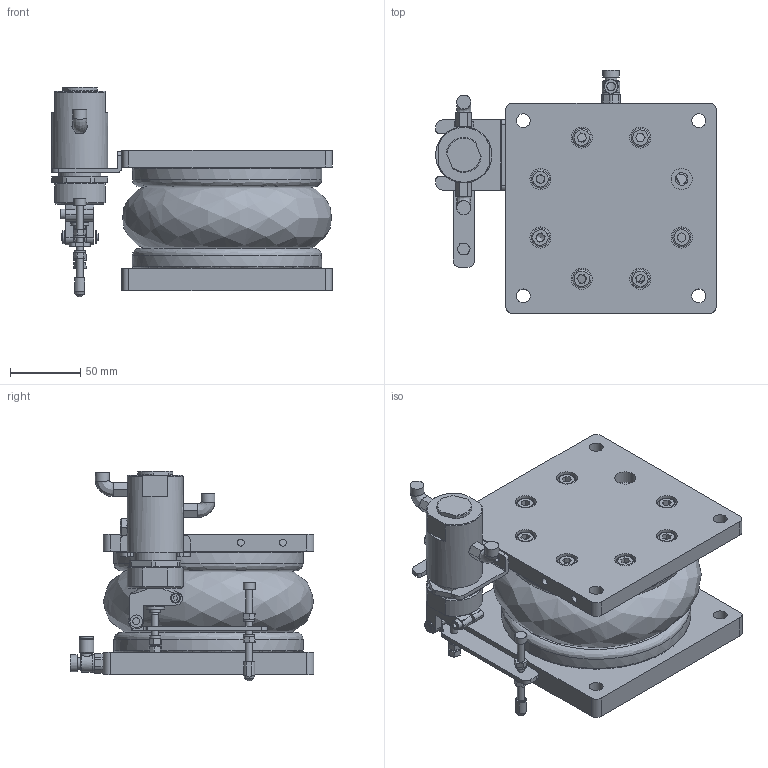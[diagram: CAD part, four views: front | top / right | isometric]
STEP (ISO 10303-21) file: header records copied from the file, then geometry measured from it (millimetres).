
FILE_DESCRIPTION (( 'STEP AP203' ), '1' );
FILE_NAME ('516457.STEP', '2025-01-03T04:11:04', ( 'Windows User' ), ( 'P R C' ), 'SwSTEP 2.0', 'SolidWorks 2020', '' );
FILE_SCHEMA (( 'CONFIG_CONTROL_DESIGN' ));
Length unit declared in the file: millimetre
Products named in the file (1): 516457
Bounding box: 200 x 173.5 x 149.5 mm (x, y, z)
Surface area: 216916.6 mm2 (no closed solid volume)
Topology: 0 solids, 50 shells, 497 faces, 1416 edges, 995 vertices
Faces by surface type: plane 303, cylinder 124, cone 41, bspline 28, torus 1
Full cylindrical faces by diameter (mm): 4 x1, 5 x11, 6 x1, 7 x4, 7.5 x1, 8 x4, 8.1 x1, 8.45 x1, 8.5 x1, 9 x2, 9.7 x1, 10 x10, 10.4 x1, 11 x2, 11.5 x2, 12 x1, 12.6 x1, 12.7 x1, 13 x6, 15 x16, 30 x1, 40 x1, 48 x1, 135 x2
Entity records: 26104 total; most frequent: CARTESIAN_POINT 14231, ORIENTED_EDGE 2272, DIRECTION 2148, EDGE_CURVE 1288, VERTEX_POINT 970, AXIS2_PLACEMENT_3D 785, EDGE_LOOP 736, FACE_OUTER_BOUND 595
